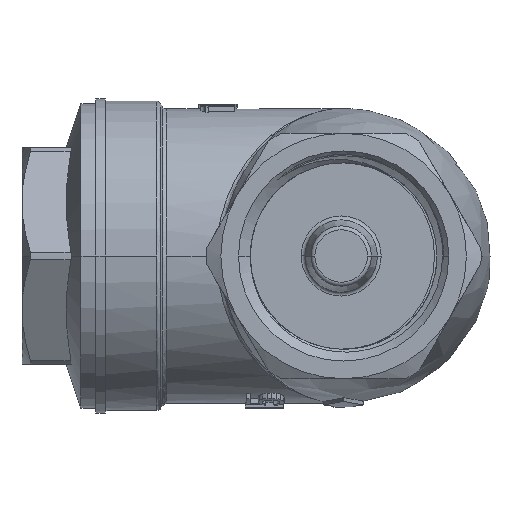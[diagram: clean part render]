
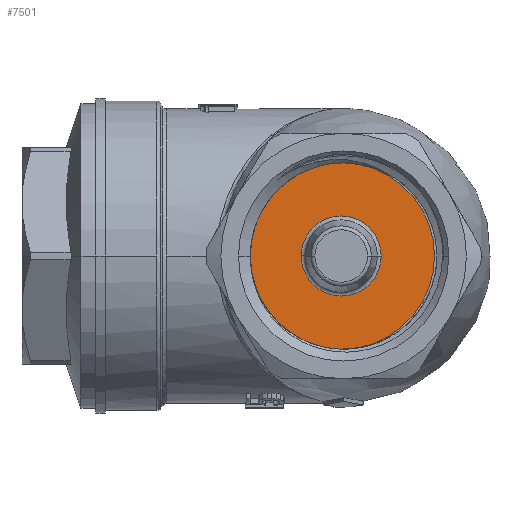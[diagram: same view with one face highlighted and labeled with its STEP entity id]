
A CAD part, left-side view. The second image highlights one B-rep face of the part: STEP entity #7501.
In plain terms, the highlighted face is planar.
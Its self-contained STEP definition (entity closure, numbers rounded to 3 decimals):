
#626=LINE('',#21932,#922);
#629=LINE('',#21954,#925);
#636=LINE('',#21976,#932);
#922=VECTOR('',#9822,1000.);
#925=VECTOR('',#9849,1000.);
#932=VECTOR('',#9872,1000.);
#1063=PLANE('',#8256);
#1368=CIRCLE('',#8225,4.073);
#1369=CIRCLE('',#8227,4.073);
#1386=CIRCLE('',#8257,9.5);
#3520=ORIENTED_EDGE('',*,*,#4742,.F.);
#3521=ORIENTED_EDGE('',*,*,#4743,.F.);
#3522=ORIENTED_EDGE('',*,*,#4765,.F.);
#3523=ORIENTED_EDGE('',*,*,#4754,.F.);
#3524=ORIENTED_EDGE('',*,*,#4776,.T.);
#3525=ORIENTED_EDGE('',*,*,#4777,.T.);
#4742=EDGE_CURVE('',#5523,#5522,#1368,.T.);
#4743=EDGE_CURVE('',#5522,#5523,#1369,.T.);
#4754=EDGE_CURVE('',#5532,#5533,#626,.T.);
#4765=EDGE_CURVE('',#5533,#5539,#629,.T.);
#4776=EDGE_CURVE('',#5532,#5545,#636,.T.);
#4777=EDGE_CURVE('',#5545,#5539,#1386,.T.);
#5522=VERTEX_POINT('',#21904);
#5523=VERTEX_POINT('',#21906);
#5532=VERTEX_POINT('',#21933);
#5533=VERTEX_POINT('',#21934);
#5539=VERTEX_POINT('',#21955);
#5545=VERTEX_POINT('',#21975);
#6540=EDGE_LOOP('',(#3520,#3521));
#6541=EDGE_LOOP('',(#3522,#3523,#3524,#3525));
#7022=FACE_BOUND('',#6540,.T.);
#7023=FACE_BOUND('',#6541,.T.);
#7501=ADVANCED_FACE('',(#7022,#7023),#1063,.T.);
#8225=AXIS2_PLACEMENT_3D('',#21907,#9794,#9795);
#8227=AXIS2_PLACEMENT_3D('',#21909,#9798,#9799);
#8256=AXIS2_PLACEMENT_3D('',#21977,#9873,#9874);
#8257=AXIS2_PLACEMENT_3D('',#21978,#9875,#9876);
#9794=DIRECTION('',(0.,0.,-1.));
#9795=DIRECTION('',(0.,-1.,0.));
#9798=DIRECTION('',(0.,0.,-1.));
#9799=DIRECTION('',(0.,1.,0.));
#9822=DIRECTION('',(-1.,0.,0.));
#9849=DIRECTION('',(0.,-1.,0.));
#9872=DIRECTION('',(0.,-1.,0.));
#9873=DIRECTION('',(0.,0.,-1.));
#9874=DIRECTION('',(0.,-1.,0.));
#9875=DIRECTION('',(0.,0.,-1.));
#9876=DIRECTION('',(0.368,0.93,0.));
#21904=CARTESIAN_POINT('',(0.,4.073,-3.));
#21906=CARTESIAN_POINT('',(0.,-4.073,-3.));
#21907=CARTESIAN_POINT('',(0.,0.,-3.));
#21909=CARTESIAN_POINT('',(0.,0.,-3.));
#21932=CARTESIAN_POINT('',(3.5,10.09,-3.));
#21933=CARTESIAN_POINT('',(3.5,10.09,-3.));
#21934=CARTESIAN_POINT('',(-3.5,10.09,-3.));
#21954=CARTESIAN_POINT('',(-3.5,10.09,-3.));
#21955=CARTESIAN_POINT('',(-3.5,8.832,-3.));
#21975=CARTESIAN_POINT('',(3.5,8.832,-3.));
#21976=CARTESIAN_POINT('',(3.5,10.09,-3.));
#21977=CARTESIAN_POINT('',(0.,0.,-3.));
#21978=CARTESIAN_POINT('',(0.,0.,-3.));
